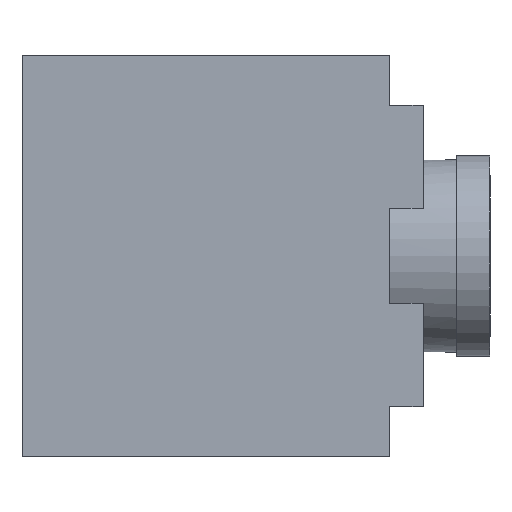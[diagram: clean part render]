
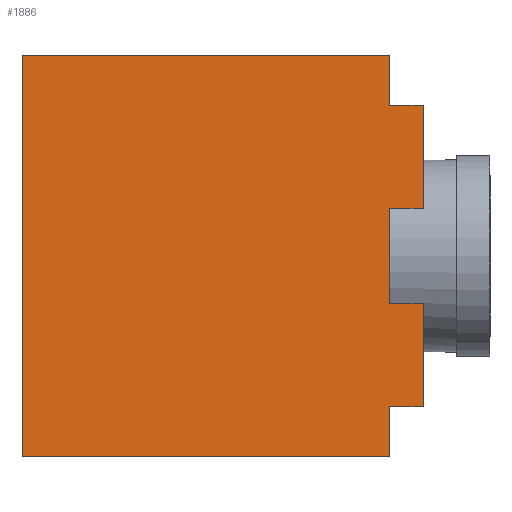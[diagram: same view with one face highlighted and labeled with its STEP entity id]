
A CAD part, top view. The second image highlights one B-rep face of the part: STEP entity #1886.
In plain terms, the highlighted planar face has unit normal (0, 0, 1).
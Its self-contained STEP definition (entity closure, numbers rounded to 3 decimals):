
#26 = VECTOR ( 'NONE', #2050, 1000. ) ;
#34 = CARTESIAN_POINT ( 'NONE',  ( -2., 2.875, 2.5 ) ) ;
#97 = DIRECTION ( 'NONE',  ( -1., 0., 0. ) ) ;
#119 = CARTESIAN_POINT ( 'NONE',  ( -2., 4.5, 2.5 ) ) ;
#121 = VECTOR ( 'NONE', #1190, 1000. ) ;
#162 = EDGE_CURVE ( 'NONE', #874, #1672, #1916, .T. ) ;
#176 = ORIENTED_EDGE ( 'NONE', *, *, #2300, .F. ) ;
#177 = VERTEX_POINT ( 'NONE', #1056 ) ;
#201 = ORIENTED_EDGE ( 'NONE', *, *, #955, .T. ) ;
#202 = DIRECTION ( 'NONE',  ( 0., 1., 0. ) ) ;
#299 = ORIENTED_EDGE ( 'NONE', *, *, #585, .T. ) ;
#336 = DIRECTION ( 'NONE',  ( -1., 0., 0. ) ) ;
#347 = LINE ( 'NONE', #1667, #1587 ) ;
#384 = ORIENTED_EDGE ( 'NONE', *, *, #162, .F. ) ;
#430 = ORIENTED_EDGE ( 'NONE', *, *, #2223, .T. ) ;
#437 = ORIENTED_EDGE ( 'NONE', *, *, #676, .T. ) ;
#478 = VERTEX_POINT ( 'NONE', #1892 ) ;
#513 = CARTESIAN_POINT ( 'NONE',  ( -14., -6., 2.5 ) ) ;
#529 = LINE ( 'NONE', #1689, #121 ) ;
#556 = VERTEX_POINT ( 'NONE', #1600 ) ;
#558 = VECTOR ( 'NONE', #1394, 1000. ) ;
#572 = DIRECTION ( 'NONE',  ( -1., 0., 0. ) ) ;
#575 = LINE ( 'NONE', #887, #1673 ) ;
#585 = EDGE_CURVE ( 'NONE', #2253, #1568, #1323, .T. ) ;
#596 = DIRECTION ( 'NONE',  ( 0., 0., -1. ) ) ;
#605 = PLANE ( 'NONE',  #2054 ) ;
#614 = ORIENTED_EDGE ( 'NONE', *, *, #1687, .F. ) ;
#670 = VECTOR ( 'NONE', #336, 1000. ) ;
#676 = EDGE_CURVE ( 'NONE', #874, #556, #1536, .T. ) ;
#683 = CARTESIAN_POINT ( 'NONE',  ( -2., -1.42, 2.5 ) ) ;
#684 = VERTEX_POINT ( 'NONE', #1626 ) ;
#718 = CARTESIAN_POINT ( 'NONE',  ( -2., 2.875, 2.5 ) ) ;
#777 = LINE ( 'NONE', #1368, #26 ) ;
#841 = VECTOR ( 'NONE', #1579, 1000. ) ;
#857 = CARTESIAN_POINT ( 'NONE',  ( -3., 1.42, 2.5 ) ) ;
#874 = VERTEX_POINT ( 'NONE', #1478 ) ;
#887 = CARTESIAN_POINT ( 'NONE',  ( -2., 6., 2.5 ) ) ;
#898 = EDGE_CURVE ( 'NONE', #1002, #177, #1844, .T. ) ;
#914 = ORIENTED_EDGE ( 'NONE', *, *, #2102, .F. ) ;
#923 = VECTOR ( 'NONE', #202, 1000. ) ;
#928 = VECTOR ( 'NONE', #1117, 1000. ) ;
#955 = EDGE_CURVE ( 'NONE', #1599, #1002, #529, .T. ) ;
#971 = CARTESIAN_POINT ( 'NONE',  ( -14., 6., 2.5 ) ) ;
#1002 = VERTEX_POINT ( 'NONE', #2211 ) ;
#1009 = VECTOR ( 'NONE', #1339, 1000. ) ;
#1056 = CARTESIAN_POINT ( 'NONE',  ( -3., 6., 2.5 ) ) ;
#1075 = LINE ( 'NONE', #2219, #1553 ) ;
#1117 = DIRECTION ( 'NONE',  ( -1., 0., 0. ) ) ;
#1121 = CARTESIAN_POINT ( 'NONE',  ( -2., -4.5, 2.5 ) ) ;
#1136 = DIRECTION ( 'NONE',  ( 1., 0., 0. ) ) ;
#1139 = ORIENTED_EDGE ( 'NONE', *, *, #898, .T. ) ;
#1147 = LINE ( 'NONE', #683, #670 ) ;
#1154 = FACE_OUTER_BOUND ( 'NONE', #2125, .T. ) ;
#1190 = DIRECTION ( 'NONE',  ( -1., 0., 0. ) ) ;
#1257 = CARTESIAN_POINT ( 'NONE',  ( -3., -1.42, 2.5 ) ) ;
#1281 = CARTESIAN_POINT ( 'NONE',  ( -14., -6., 2.5 ) ) ;
#1323 = LINE ( 'NONE', #1257, #841 ) ;
#1339 = DIRECTION ( 'NONE',  ( 0., 1., 0. ) ) ;
#1368 = CARTESIAN_POINT ( 'NONE',  ( -2., -2.875, 2.5 ) ) ;
#1391 = VERTEX_POINT ( 'NONE', #971 ) ;
#1394 = DIRECTION ( 'NONE',  ( 0., -1., 0. ) ) ;
#1400 = EDGE_CURVE ( 'NONE', #1391, #1672, #347, .T. ) ;
#1478 = CARTESIAN_POINT ( 'NONE',  ( -3., -6., 2.5 ) ) ;
#1481 = DIRECTION ( 'NONE',  ( 0., -1., 0. ) ) ;
#1513 = LINE ( 'NONE', #718, #558 ) ;
#1523 = LINE ( 'NONE', #1121, #1827 ) ;
#1536 = LINE ( 'NONE', #1634, #923 ) ;
#1548 = EDGE_CURVE ( 'NONE', #684, #478, #777, .T. ) ;
#1553 = VECTOR ( 'NONE', #97, 1000. ) ;
#1568 = VERTEX_POINT ( 'NONE', #857 ) ;
#1579 = DIRECTION ( 'NONE',  ( 0., 1., 0. ) ) ;
#1587 = VECTOR ( 'NONE', #1481, 1000. ) ;
#1592 = CARTESIAN_POINT ( 'NONE',  ( -2., 1.42, 2.5 ) ) ;
#1599 = VERTEX_POINT ( 'NONE', #119 ) ;
#1600 = CARTESIAN_POINT ( 'NONE',  ( -3., -4.5, 2.5 ) ) ;
#1626 = CARTESIAN_POINT ( 'NONE',  ( -2., -4.5, 2.5 ) ) ;
#1634 = CARTESIAN_POINT ( 'NONE',  ( -3., 2.875, 2.5 ) ) ;
#1667 = CARTESIAN_POINT ( 'NONE',  ( -14., 2.875, 2.5 ) ) ;
#1672 = VERTEX_POINT ( 'NONE', #513 ) ;
#1673 = VECTOR ( 'NONE', #2088, 1000. ) ;
#1687 = EDGE_CURVE ( 'NONE', #1391, #177, #575, .T. ) ;
#1689 = CARTESIAN_POINT ( 'NONE',  ( -2., 4.5, 2.5 ) ) ;
#1722 = ORIENTED_EDGE ( 'NONE', *, *, #1548, .T. ) ;
#1793 = ORIENTED_EDGE ( 'NONE', *, *, #1965, .T. ) ;
#1827 = VECTOR ( 'NONE', #1136, 1000. ) ;
#1844 = LINE ( 'NONE', #1860, #1009 ) ;
#1860 = CARTESIAN_POINT ( 'NONE',  ( -3., 2.875, 2.5 ) ) ;
#1873 = VERTEX_POINT ( 'NONE', #1592 ) ;
#1886 = ADVANCED_FACE ( 'NONE', ( #1154 ), #605, .F. ) ;
#1892 = CARTESIAN_POINT ( 'NONE',  ( -2., -1.42, 2.5 ) ) ;
#1916 = LINE ( 'NONE', #1281, #928 ) ;
#1937 = CARTESIAN_POINT ( 'NONE',  ( -3., -1.42, 2.5 ) ) ;
#1965 = EDGE_CURVE ( 'NONE', #556, #684, #1523, .T. ) ;
#2050 = DIRECTION ( 'NONE',  ( 0., 1., 0. ) ) ;
#2054 = AXIS2_PLACEMENT_3D ( 'NONE', #34, #596, #572 ) ;
#2088 = DIRECTION ( 'NONE',  ( 1., 0., 0. ) ) ;
#2102 = EDGE_CURVE ( 'NONE', #1873, #1568, #1075, .T. ) ;
#2125 = EDGE_LOOP ( 'NONE', ( #437, #1793, #1722, #430, #299, #914, #176, #201, #1139, #614, #2222, #384 ) ) ;
#2211 = CARTESIAN_POINT ( 'NONE',  ( -3., 4.5, 2.5 ) ) ;
#2219 = CARTESIAN_POINT ( 'NONE',  ( -2., 1.42, 2.5 ) ) ;
#2222 = ORIENTED_EDGE ( 'NONE', *, *, #1400, .T. ) ;
#2223 = EDGE_CURVE ( 'NONE', #478, #2253, #1147, .T. ) ;
#2253 = VERTEX_POINT ( 'NONE', #1937 ) ;
#2300 = EDGE_CURVE ( 'NONE', #1599, #1873, #1513, .T. ) ;
